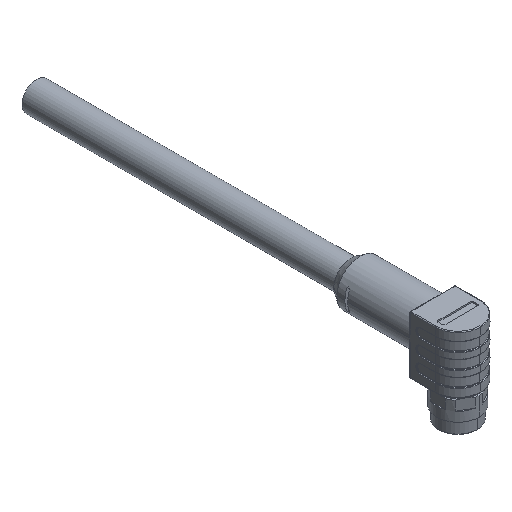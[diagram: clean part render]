
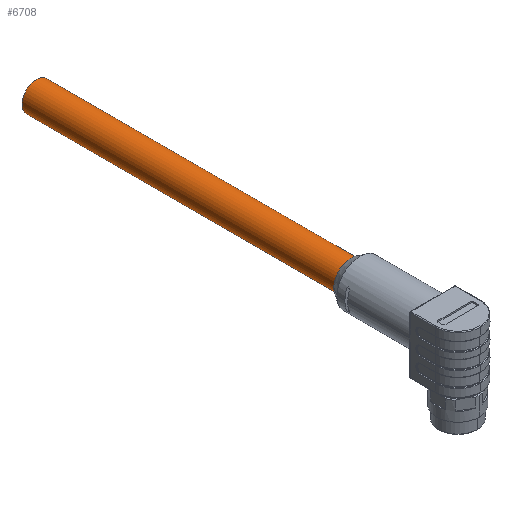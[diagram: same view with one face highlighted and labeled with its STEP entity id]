
A CAD part, isometric view. The second image highlights one B-rep face of the part: STEP entity #6708.
In plain terms, the highlighted cylindrical face has radius 3.25 mm (diameter 6.5 mm), a partial arc.
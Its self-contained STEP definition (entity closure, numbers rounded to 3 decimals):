
#6634=AXIS2_PLACEMENT_3D('Circle Axis2P3D',#6632,#6633,$) ;
#6643=AXIS2_PLACEMENT_3D('Circle Axis2P3D',#6641,#6642,$) ;
#6670=AXIS2_PLACEMENT_3D('Cylinder Axis2P3D',#6667,#6668,#6669) ;
#6681=AXIS2_PLACEMENT_3D('Circle Axis2P3D',#6679,#6680,$) ;
#6632=CARTESIAN_POINT('Axis2P3D Location',(5.15,29.3,15.55)) ;
#6636=CARTESIAN_POINT('Vertex',(7.448,29.3,17.848)) ;
#6638=CARTESIAN_POINT('Vertex',(1.9,29.3,15.55)) ;
#6641=CARTESIAN_POINT('Axis2P3D Location',(5.15,29.3,15.55)) ;
#6645=CARTESIAN_POINT('Vertex',(2.852,29.3,13.252)) ;
#6667=CARTESIAN_POINT('Axis2P3D Location',(5.15,72.049,15.55)) ;
#6672=CARTESIAN_POINT('Line Origine',(7.448,72.049,17.848)) ;
#6676=CARTESIAN_POINT('Vertex',(7.448,100.298,17.848)) ;
#6679=CARTESIAN_POINT('Axis2P3D Location',(5.15,100.298,15.55)) ;
#6683=CARTESIAN_POINT('Vertex',(1.9,100.298,15.55)) ;
#6687=CARTESIAN_POINT('Control Point',(2.852,100.298,13.252)) ;
#6688=CARTESIAN_POINT('Control Point',(2.401,100.298,13.703)) ;
#6689=CARTESIAN_POINT('Control Point',(2.067,100.298,14.273)) ;
#6690=CARTESIAN_POINT('Control Point',(1.9,100.298,14.912)) ;
#6691=CARTESIAN_POINT('Control Point',(1.9,100.298,15.55)) ;
#6692=CARTESIAN_POINT('Vertex',(2.852,100.298,13.252)) ;
#6695=CARTESIAN_POINT('Line Origine',(2.852,72.049,13.252)) ;
#6633=DIRECTION('Axis2P3D Direction',(0.,-1.,0.)) ;
#6642=DIRECTION('Axis2P3D Direction',(0.,-1.,0.)) ;
#6668=DIRECTION('Axis2P3D Direction',(0.,-1.,0.)) ;
#6669=DIRECTION('Axis2P3D XDirection',(0.707,0.,0.707)) ;
#6673=DIRECTION('Vector Direction',(0.,-1.,0.)) ;
#6680=DIRECTION('Axis2P3D Direction',(0.,-1.,0.)) ;
#6696=DIRECTION('Vector Direction',(0.,-1.,0.)) ;
#6674=VECTOR('Line Direction',#6673,1.) ;
#6697=VECTOR('Line Direction',#6696,1.) ;
#6701=ORIENTED_EDGE('',*,*,#6678,.T.) ;
#6702=ORIENTED_EDGE('',*,*,#6685,.F.) ;
#6703=ORIENTED_EDGE('',*,*,#6694,.F.) ;
#6704=ORIENTED_EDGE('',*,*,#6699,.T.) ;
#6705=ORIENTED_EDGE('',*,*,#6647,.F.) ;
#6706=ORIENTED_EDGE('',*,*,#6640,.F.) ;
#6708=ADVANCED_FACE('Hauptkoerper',(#6707),#6671,.T.) ;
#6686=B_SPLINE_CURVE_WITH_KNOTS('',4,(#6687,#6688,#6689,#6690,#6691),.UNSPECIFIED.,.F.,.U.,(5,5),(-1.276,1.276),.UNSPECIFIED.) ;
#6635=CIRCLE('generated circle',#6634,3.25) ;
#6644=CIRCLE('generated circle',#6643,3.25) ;
#6682=CIRCLE('generated circle',#6681,3.25) ;
#6671=CYLINDRICAL_SURFACE('generated cylinder',#6670,3.25) ;
#6640=EDGE_CURVE('',#6637,#6639,#6635,.T.) ;
#6647=EDGE_CURVE('',#6639,#6646,#6644,.T.) ;
#6678=EDGE_CURVE('',#6637,#6677,#6675,.F.) ;
#6685=EDGE_CURVE('',#6684,#6677,#6682,.F.) ;
#6694=EDGE_CURVE('',#6693,#6684,#6686,.T.) ;
#6699=EDGE_CURVE('',#6693,#6646,#6698,.T.) ;
#6700=EDGE_LOOP('',(#6701,#6702,#6703,#6704,#6705,#6706)) ;
#6707=FACE_OUTER_BOUND('',#6700,.T.) ;
#6675=LINE('Line',#6672,#6674) ;
#6698=LINE('Line',#6695,#6697) ;
#6637=VERTEX_POINT('',#6636) ;
#6639=VERTEX_POINT('',#6638) ;
#6646=VERTEX_POINT('',#6645) ;
#6677=VERTEX_POINT('',#6676) ;
#6684=VERTEX_POINT('',#6683) ;
#6693=VERTEX_POINT('',#6692) ;
